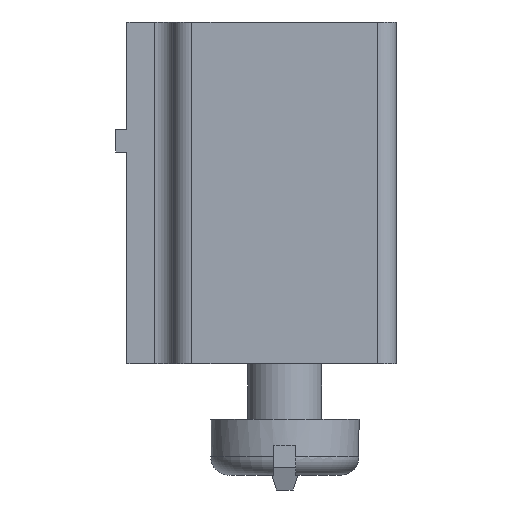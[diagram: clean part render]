
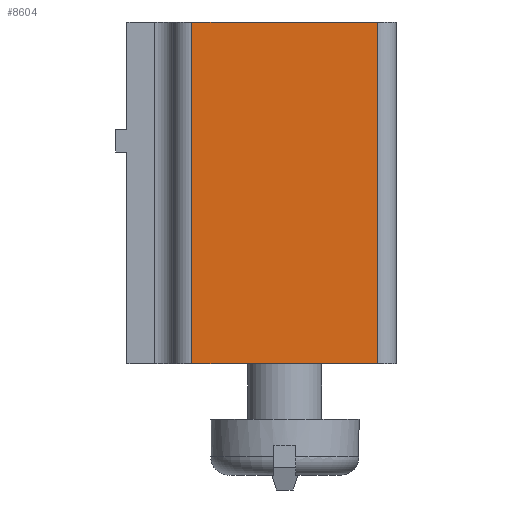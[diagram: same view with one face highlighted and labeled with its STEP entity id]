
A CAD part, left-side view. The second image highlights one B-rep face of the part: STEP entity #8604.
In plain terms, the highlighted planar face has unit normal (-1, 0, 0).
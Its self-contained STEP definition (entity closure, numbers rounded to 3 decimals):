
#44 = PLANE('',#45);
#45 = AXIS2_PLACEMENT_3D('',#46,#47,#48);
#46 = CARTESIAN_POINT('',(-7.1,-3.,0.));
#47 = DIRECTION('',(0.,0.,-1.));
#48 = DIRECTION('',(-1.,0.,0.));
#72 = CYLINDRICAL_SURFACE('',#73,0.5);
#73 = AXIS2_PLACEMENT_3D('',#74,#75,#76);
#74 = CARTESIAN_POINT('',(-6.6,-2.5,0.));
#75 = DIRECTION('',(0.,0.,1.));
#76 = DIRECTION('',(0.,-1.,0.));
#100 = PLANE('',#101);
#101 = AXIS2_PLACEMENT_3D('',#102,#103,#104);
#102 = CARTESIAN_POINT('',(-7.1,-3.,9.2));
#103 = DIRECTION('',(0.,0.,-1.));
#104 = DIRECTION('',(-1.,0.,0.));
#143 = VERTEX_POINT('',#144);
#144 = CARTESIAN_POINT('',(-7.1,-2.5,0.));
#166 = EDGE_CURVE('',#167,#143,#169,.T.);
#167 = VERTEX_POINT('',#168);
#168 = CARTESIAN_POINT('',(-7.1,2.5,0.));
#169 = SURFACE_CURVE('',#170,(#174,#181),.PCURVE_S1.);
#170 = LINE('',#171,#172);
#171 = CARTESIAN_POINT('',(-7.1,3.,0.));
#172 = VECTOR('',#173,1.);
#173 = DIRECTION('',(0.,-1.,0.));
#174 = PCURVE('',#44,#175);
#175 = DEFINITIONAL_REPRESENTATION('',(#176),#180);
#176 = LINE('',#177,#178);
#177 = CARTESIAN_POINT('',(0.,6.));
#178 = VECTOR('',#179,1.);
#179 = DIRECTION('',(0.,-1.));
#180 = ( GEOMETRIC_REPRESENTATION_CONTEXT(2)
PARAMETRIC_REPRESENTATION_CONTEXT() REPRESENTATION_CONTEXT('2D SPACE',''
) );
#181 = PCURVE('',#182,#187);
#182 = PLANE('',#183);
#183 = AXIS2_PLACEMENT_3D('',#184,#185,#186);
#184 = CARTESIAN_POINT('',(-7.1,3.,0.));
#185 = DIRECTION('',(1.,0.,0.));
#186 = DIRECTION('',(0.,-1.,0.));
#187 = DEFINITIONAL_REPRESENTATION('',(#188),#192);
#188 = LINE('',#189,#190);
#189 = CARTESIAN_POINT('',(0.,0.));
#190 = VECTOR('',#191,1.);
#191 = DIRECTION('',(1.,0.));
#192 = ( GEOMETRIC_REPRESENTATION_CONTEXT(2)
PARAMETRIC_REPRESENTATION_CONTEXT() REPRESENTATION_CONTEXT('2D SPACE',''
) );
#215 = CYLINDRICAL_SURFACE('',#216,0.5);
#216 = AXIS2_PLACEMENT_3D('',#217,#218,#219);
#217 = CARTESIAN_POINT('',(-6.6,2.5,0.));
#218 = DIRECTION('',(0.,0.,1.));
#219 = DIRECTION('',(0.,1.,0.));
#2168 = EDGE_CURVE('',#143,#2169,#2171,.T.);
#2169 = VERTEX_POINT('',#2170);
#2170 = CARTESIAN_POINT('',(-7.1,-2.5,9.2));
#2171 = SURFACE_CURVE('',#2172,(#2176,#2183),.PCURVE_S1.);
#2172 = LINE('',#2173,#2174);
#2173 = CARTESIAN_POINT('',(-7.1,-2.5,0.));
#2174 = VECTOR('',#2175,1.);
#2175 = DIRECTION('',(0.,0.,1.));
#2176 = PCURVE('',#72,#2177);
#2177 = DEFINITIONAL_REPRESENTATION('',(#2178),#2182);
#2178 = LINE('',#2179,#2180);
#2179 = CARTESIAN_POINT('',(-1.571,0.));
#2180 = VECTOR('',#2181,1.);
#2181 = DIRECTION('',(0.,1.));
#2182 = ( GEOMETRIC_REPRESENTATION_CONTEXT(2)
PARAMETRIC_REPRESENTATION_CONTEXT() REPRESENTATION_CONTEXT('2D SPACE',''
) );
#2183 = PCURVE('',#182,#2184);
#2184 = DEFINITIONAL_REPRESENTATION('',(#2185),#2189);
#2185 = LINE('',#2186,#2187);
#2186 = CARTESIAN_POINT('',(5.5,0.));
#2187 = VECTOR('',#2188,1.);
#2188 = DIRECTION('',(0.,-1.));
#2189 = ( GEOMETRIC_REPRESENTATION_CONTEXT(2)
PARAMETRIC_REPRESENTATION_CONTEXT() REPRESENTATION_CONTEXT('2D SPACE',''
) );
#2273 = EDGE_CURVE('',#2274,#2169,#2276,.T.);
#2274 = VERTEX_POINT('',#2275);
#2275 = CARTESIAN_POINT('',(-7.1,2.5,9.2));
#2276 = SURFACE_CURVE('',#2277,(#2281,#2288),.PCURVE_S1.);
#2277 = LINE('',#2278,#2279);
#2278 = CARTESIAN_POINT('',(-7.1,3.,9.2));
#2279 = VECTOR('',#2280,1.);
#2280 = DIRECTION('',(0.,-1.,0.));
#2281 = PCURVE('',#100,#2282);
#2282 = DEFINITIONAL_REPRESENTATION('',(#2283),#2287);
#2283 = LINE('',#2284,#2285);
#2284 = CARTESIAN_POINT('',(0.,6.));
#2285 = VECTOR('',#2286,1.);
#2286 = DIRECTION('',(0.,-1.));
#2287 = ( GEOMETRIC_REPRESENTATION_CONTEXT(2)
PARAMETRIC_REPRESENTATION_CONTEXT() REPRESENTATION_CONTEXT('2D SPACE',''
) );
#2288 = PCURVE('',#182,#2289);
#2289 = DEFINITIONAL_REPRESENTATION('',(#2290),#2294);
#2290 = LINE('',#2291,#2292);
#2291 = CARTESIAN_POINT('',(0.,-9.2));
#2292 = VECTOR('',#2293,1.);
#2293 = DIRECTION('',(1.,0.));
#2294 = ( GEOMETRIC_REPRESENTATION_CONTEXT(2)
PARAMETRIC_REPRESENTATION_CONTEXT() REPRESENTATION_CONTEXT('2D SPACE',''
) );
#8604 = ADVANCED_FACE('',(#8605),#182,.F.);
#8605 = FACE_BOUND('',#8606,.F.);
#8606 = EDGE_LOOP('',(#8607,#8608,#8629,#8630));
#8607 = ORIENTED_EDGE('',*,*,#166,.F.);
#8608 = ORIENTED_EDGE('',*,*,#8609,.T.);
#8609 = EDGE_CURVE('',#167,#2274,#8610,.T.);
#8610 = SURFACE_CURVE('',#8611,(#8615,#8622),.PCURVE_S1.);
#8611 = LINE('',#8612,#8613);
#8612 = CARTESIAN_POINT('',(-7.1,2.5,0.));
#8613 = VECTOR('',#8614,1.);
#8614 = DIRECTION('',(0.,0.,1.));
#8615 = PCURVE('',#182,#8616);
#8616 = DEFINITIONAL_REPRESENTATION('',(#8617),#8621);
#8617 = LINE('',#8618,#8619);
#8618 = CARTESIAN_POINT('',(0.5,0.));
#8619 = VECTOR('',#8620,1.);
#8620 = DIRECTION('',(0.,-1.));
#8621 = ( GEOMETRIC_REPRESENTATION_CONTEXT(2)
PARAMETRIC_REPRESENTATION_CONTEXT() REPRESENTATION_CONTEXT('2D SPACE',''
) );
#8622 = PCURVE('',#215,#8623);
#8623 = DEFINITIONAL_REPRESENTATION('',(#8624),#8628);
#8624 = LINE('',#8625,#8626);
#8625 = CARTESIAN_POINT('',(1.571,0.));
#8626 = VECTOR('',#8627,1.);
#8627 = DIRECTION('',(0.,1.));
#8628 = ( GEOMETRIC_REPRESENTATION_CONTEXT(2)
PARAMETRIC_REPRESENTATION_CONTEXT() REPRESENTATION_CONTEXT('2D SPACE',''
) );
#8629 = ORIENTED_EDGE('',*,*,#2273,.T.);
#8630 = ORIENTED_EDGE('',*,*,#2168,.F.);
